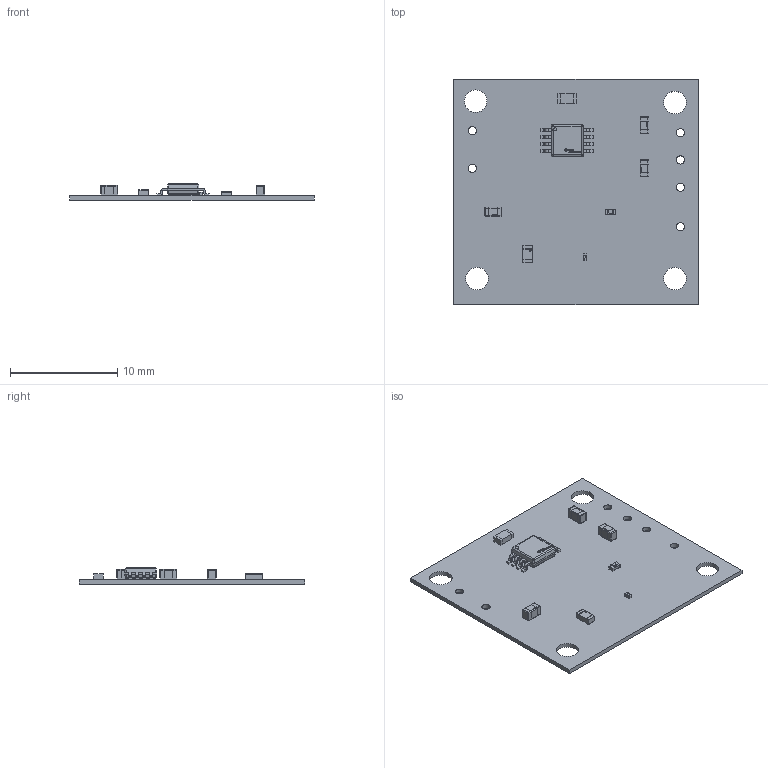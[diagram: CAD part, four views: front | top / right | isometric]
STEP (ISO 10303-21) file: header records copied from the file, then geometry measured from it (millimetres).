
FILE_DESCRIPTION(('Open CASCADE Model'),'2;1');
FILE_NAME('Open CASCADE Shape Model','2026-02-11T23:39:54',('Author'),( 'Open CASCADE'),'Open CASCADE STEP processor 7.5','Open CASCADE 7.5' ,'Unknown');
FILE_SCHEMA(('AUTOMOTIVE_DESIGN { 1 0 10303 214 1 1 1 1 }'));
Length unit declared in the file: millimetre
Products named in the file (38): PCB; Board; Open CASCADE STEP translator 7.5 1.1.1; U_; IC_Texas_Instruments_TMP1075DGKT_eec; BODY_MUA08A; LEAD_MUA08A; Texas Instruments; circle; RG - 100 Ohms; 8893105360; Extruded; 8893105168; R2 - 1.6K; Res_KOA_Speer_RN73R1ETTP2520D25_eec; terminals; body; top; logo; R1 - 160K; Res_Vishay_CRCW06031K00FKEAHP_eec; Sides; Core; Top; Vishay Logo; C4; Cap_Walsin_Technologies_0603B104K500CT_eec; C3 - 0.1 uF; C2 - 10 nF; Cap_Murata_GRM0335C1HR30BA01D_eec; C1 - 0.1 uF
Assembly tree (47 placements, depth 4):
  PCB
    Board
      Open CASCADE STEP translator 7.5 1.1.1
    U_
      IC_Texas_Instruments_TMP1075DGKT_eec
        BODY_MUA08A
        LEAD_MUA08A  x8
        Texas Instruments
        circle
    RG - 100 Ohms
      8893105360  x2
        Extruded
      8893105168
        Extruded
    R2 - 1.6K
      Res_KOA_Speer_RN73R1ETTP2520D25_eec
        terminals
        body
        top
        logo
    R1 - 160K
      Res_Vishay_CRCW06031K00FKEAHP_eec
        Sides
        Core
        Top
        Vishay Logo
    C4
      Cap_Walsin_Technologies_0603B104K500CT_eec
        terminals
        body
        logo
    C3 - 0.1 uF
      Cap_Walsin_Technologies_0603B104K500CT_eec
        terminals
        body
        logo
    C2 - 10 nF
      Cap_Murata_GRM0335C1HR30BA01D_eec
        terminals
        body
        logo
    C1 - 0.1 uF
      Cap_Walsin_Technologies_0603B104K500CT_eec
        terminals
        body
        logo
Bounding box: 22.73 x 20.95 x 1.51 mm (x, y, z)
Volume: 203.6 mm3; surface area: 1063.5 mm2
Topology: 96 solids, 96 shells, 1492 faces, 3768 edges, 2468 vertices
Faces by surface type: plane 965, bspline 288, cylinder 195, sphere 44
Full cylindrical faces by diameter (mm): 0.3 x1, 0.762 x6, 2.1 x4
Entity records: 37788 total; most frequent: CARTESIAN_POINT 9575, ORIENTED_EDGE 5820, DIRECTION 4635, EDGE_CURVE 2910, LINE 2093, VECTOR 2093, VERTEX_POINT 1912, AXIS2_PLACEMENT_3D 1271
